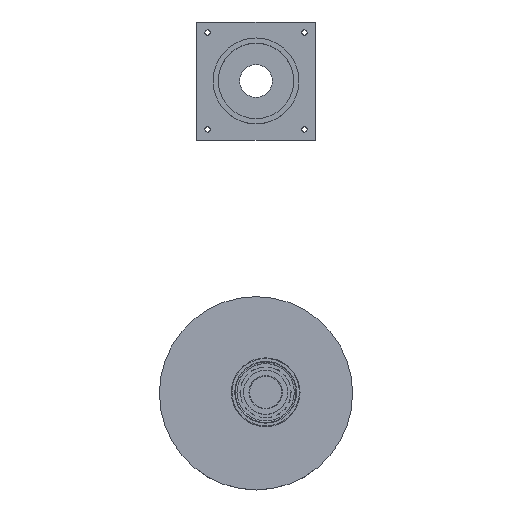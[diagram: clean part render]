
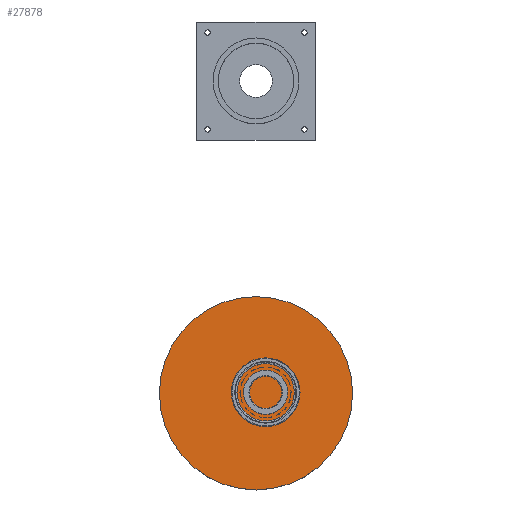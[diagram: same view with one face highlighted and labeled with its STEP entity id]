
A CAD part, top view. The second image highlights one B-rep face of the part: STEP entity #27878.
In plain terms, the highlighted face is planar.
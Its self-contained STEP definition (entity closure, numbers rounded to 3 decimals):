
#398=PLANE('',#29795);
#2112=FACE_OUTER_BOUND('',#3823,.T.);
#3823=EDGE_LOOP('',(#19638));
#11017=CIRCLE('',#29794,45.);
#12481=VERTEX_POINT('',#42667);
#15321=EDGE_CURVE('',#12481,#12481,#11017,.T.);
#19638=ORIENTED_EDGE('',*,*,#15321,.T.);
#27878=ADVANCED_FACE('',(#2112),#398,.T.);
#29794=AXIS2_PLACEMENT_3D('',#42668,#33041,#33042);
#29795=AXIS2_PLACEMENT_3D('',#42670,#33044,#33045);
#33041=DIRECTION('center_axis',(0.,0.,-1.));
#33042=DIRECTION('ref_axis',(1.,0.,0.));
#33044=DIRECTION('center_axis',(0.,0.,-1.));
#33045=DIRECTION('ref_axis',(1.,0.,0.));
#42667=CARTESIAN_POINT('',(-45.,0.,2.));
#42668=CARTESIAN_POINT('Origin',(0.,0.,2.));
#42670=CARTESIAN_POINT('Origin',(0.,0.,2.));
